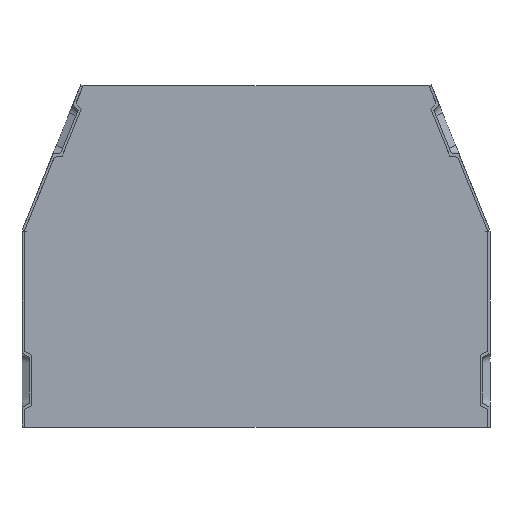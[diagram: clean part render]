
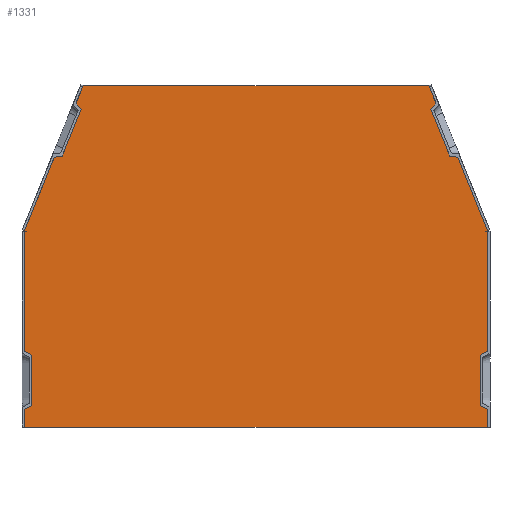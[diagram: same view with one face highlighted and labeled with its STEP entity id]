
A CAD part, front view. The second image highlights one B-rep face of the part: STEP entity #1331.
In plain terms, the highlighted planar face has unit normal (0, -1, 0).
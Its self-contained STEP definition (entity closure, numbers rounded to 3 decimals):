
#22=B_SPLINE_CURVE_WITH_KNOTS('',3,(#2174,#2175,#2176,#2177,#2178,#2179,
#2180,#2181),.UNSPECIFIED.,.F.,.F.,(4,2,2,4),(-0.346,-0.308,
-0.21,-0.191),.UNSPECIFIED.);
#23=B_SPLINE_CURVE_WITH_KNOTS('',3,(#2199,#2200,#2201,#2202,#2203,#2204,
#2205,#2206),.UNSPECIFIED.,.F.,.F.,(4,2,2,4),(0.034,0.08,
0.139,0.143),.UNSPECIFIED.);
#43=PLANE('',#1448);
#104=FACE_OUTER_BOUND('',#168,.T.);
#168=EDGE_LOOP('',(#1045,#1046,#1047,#1048,#1049,#1050,#1051,#1052,#1053,
#1054,#1055,#1056,#1057,#1058));
#237=LINE('',#1843,#385);
#274=LINE('',#1939,#422);
#284=LINE('',#1982,#432);
#313=LINE('',#2072,#461);
#344=LINE('',#2188,#492);
#345=LINE('',#2189,#493);
#346=LINE('',#2191,#494);
#347=LINE('',#2193,#495);
#348=LINE('',#2194,#496);
#349=LINE('',#2196,#497);
#350=LINE('',#2197,#498);
#351=LINE('',#2207,#499);
#385=VECTOR('',#1501,10.);
#422=VECTOR('',#1576,10.);
#432=VECTOR('',#1600,10.);
#461=VECTOR('',#1671,10.);
#492=VECTOR('',#1724,10.);
#493=VECTOR('',#1725,10.);
#494=VECTOR('',#1726,10.);
#495=VECTOR('',#1727,10.);
#496=VECTOR('',#1728,10.);
#497=VECTOR('',#1729,10.);
#498=VECTOR('',#1730,10.);
#499=VECTOR('',#1731,10.);
#536=VERTEX_POINT('',#1840);
#537=VERTEX_POINT('',#1842);
#576=VERTEX_POINT('',#1936);
#577=VERTEX_POINT('',#1938);
#590=VERTEX_POINT('',#1974);
#591=VERTEX_POINT('',#1981);
#622=VERTEX_POINT('',#2069);
#623=VERTEX_POINT('',#2071);
#643=VERTEX_POINT('',#2173);
#645=VERTEX_POINT('',#2187);
#646=VERTEX_POINT('',#2190);
#647=VERTEX_POINT('',#2192);
#648=VERTEX_POINT('',#2195);
#649=VERTEX_POINT('',#2198);
#663=EDGE_CURVE('',#537,#536,#237,.T.);
#710=EDGE_CURVE('',#577,#576,#274,.T.);
#726=EDGE_CURVE('',#591,#590,#284,.T.);
#766=EDGE_CURVE('',#623,#622,#313,.T.);
#800=EDGE_CURVE('',#643,#577,#22,.T.);
#804=EDGE_CURVE('',#645,#576,#344,.T.);
#805=EDGE_CURVE('',#645,#623,#345,.T.);
#806=EDGE_CURVE('',#646,#622,#346,.T.);
#807=EDGE_CURVE('',#647,#646,#347,.T.);
#808=EDGE_CURVE('',#647,#537,#348,.T.);
#809=EDGE_CURVE('',#648,#536,#349,.T.);
#810=EDGE_CURVE('',#648,#591,#350,.T.);
#811=EDGE_CURVE('',#649,#590,#23,.T.);
#812=EDGE_CURVE('',#643,#649,#351,.T.);
#1045=ORIENTED_EDGE('',*,*,#800,.T.);
#1046=ORIENTED_EDGE('',*,*,#710,.T.);
#1047=ORIENTED_EDGE('',*,*,#804,.F.);
#1048=ORIENTED_EDGE('',*,*,#805,.T.);
#1049=ORIENTED_EDGE('',*,*,#766,.T.);
#1050=ORIENTED_EDGE('',*,*,#806,.F.);
#1051=ORIENTED_EDGE('',*,*,#807,.F.);
#1052=ORIENTED_EDGE('',*,*,#808,.T.);
#1053=ORIENTED_EDGE('',*,*,#663,.T.);
#1054=ORIENTED_EDGE('',*,*,#809,.F.);
#1055=ORIENTED_EDGE('',*,*,#810,.T.);
#1056=ORIENTED_EDGE('',*,*,#726,.T.);
#1057=ORIENTED_EDGE('',*,*,#811,.F.);
#1058=ORIENTED_EDGE('',*,*,#812,.F.);
#1331=ADVANCED_FACE('',(#104),#43,.F.);
#1448=AXIS2_PLACEMENT_3D('',#2186,#1722,#1723);
#1501=DIRECTION('',(0.,0.,1.));
#1576=DIRECTION('',(-0.375,0.,-0.927));
#1600=DIRECTION('',(-0.375,0.,0.927));
#1671=DIRECTION('',(0.,0.,-1.));
#1722=DIRECTION('center_axis',(0.,1.,0.));
#1723=DIRECTION('ref_axis',(0.,0.,1.));
#1724=DIRECTION('',(-0.927,0.,0.375));
#1725=DIRECTION('',(-1.,0.,0.));
#1726=DIRECTION('',(-1.,0.,0.));
#1727=DIRECTION('',(-1.,0.,0.));
#1728=DIRECTION('',(1.,0.,0.));
#1729=DIRECTION('',(1.,0.,0.));
#1730=DIRECTION('',(0.927,0.,0.375));
#1731=DIRECTION('',(1.,0.,0.));
#1840=CARTESIAN_POINT('',(99.,-1.,-62.266));
#1842=CARTESIAN_POINT('',(99.,-1.,-145.877));
#1843=CARTESIAN_POINT('',(99.,-1.,-90.991));
#1936=CARTESIAN_POINT('',(-98.927,-1.,-61.891));
#1938=CARTESIAN_POINT('',(-73.921,-1.,0.));
#1939=CARTESIAN_POINT('',(-88.516,-1.,-36.122));
#1974=CARTESIAN_POINT('',(73.921,-1.,0.));
#1981=CARTESIAN_POINT('',(98.927,-1.,-61.891));
#1982=CARTESIAN_POINT('',(88.516,-1.,-36.122));
#2069=CARTESIAN_POINT('',(-99.,-1.,-145.877));
#2071=CARTESIAN_POINT('',(-99.,-1.,-62.266));
#2072=CARTESIAN_POINT('',(-99.,-1.,-90.991));
#2173=CARTESIAN_POINT('',(-72.843,-1.,0.));
#2174=CARTESIAN_POINT('Ctrl Pts',(-72.843,-1.,0.));
#2175=CARTESIAN_POINT('Ctrl Pts',(-72.923,-1.,-0.007));
#2176=CARTESIAN_POINT('Ctrl Pts',(-73.002,-1.,
-0.015));
#2177=CARTESIAN_POINT('Ctrl Pts',(-73.292,-1.,
-0.036));
#2178=CARTESIAN_POINT('Ctrl Pts',(-73.507,-1.,-0.042));
#2179=CARTESIAN_POINT('Ctrl Pts',(-73.819,-1.,-0.013));
#2180=CARTESIAN_POINT('Ctrl Pts',(-73.87,-1.,-0.007));
#2181=CARTESIAN_POINT('Ctrl Pts',(-73.921,-1.,0.));
#2186=CARTESIAN_POINT('Origin',(0.,-1.,-77.91));
#2187=CARTESIAN_POINT('',(-98.,-1.,-62.266));
#2188=CARTESIAN_POINT('',(-54.087,-1.,-80.008));
#2189=CARTESIAN_POINT('',(-49.5,-1.,-62.266));
#2190=CARTESIAN_POINT('',(-98.,-1.,-145.877));
#2191=CARTESIAN_POINT('',(49.5,-1.,-145.877));
#2192=CARTESIAN_POINT('',(98.,-1.,-145.877));
#2193=CARTESIAN_POINT('',(100.,-1.,-145.877));
#2194=CARTESIAN_POINT('',(49.5,-1.,-145.877));
#2195=CARTESIAN_POINT('',(98.,-1.,-62.266));
#2196=CARTESIAN_POINT('',(50.,-1.,-62.266));
#2197=CARTESIAN_POINT('',(53.623,-1.,-80.195));
#2198=CARTESIAN_POINT('',(72.843,-1.,0.));
#2199=CARTESIAN_POINT('Ctrl Pts',(72.843,-1.,0.));
#2200=CARTESIAN_POINT('Ctrl Pts',(72.99,-1.,-0.013));
#2201=CARTESIAN_POINT('Ctrl Pts',(73.137,-1.,-0.027));
#2202=CARTESIAN_POINT('Ctrl Pts',(73.497,-1.,-0.038));
#2203=CARTESIAN_POINT('Ctrl Pts',(73.683,-1.,-0.03));
#2204=CARTESIAN_POINT('Ctrl Pts',(73.894,-1.,-0.004));
#2205=CARTESIAN_POINT('Ctrl Pts',(73.908,-1.,-0.002));
#2206=CARTESIAN_POINT('Ctrl Pts',(73.921,-1.,0.));
#2207=CARTESIAN_POINT('',(-75.,-1.,0.));
